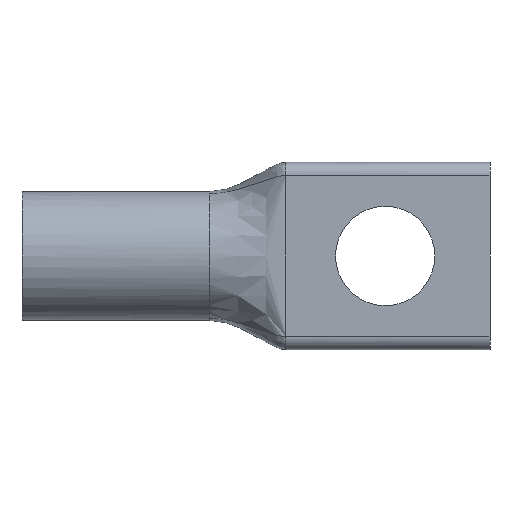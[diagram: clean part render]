
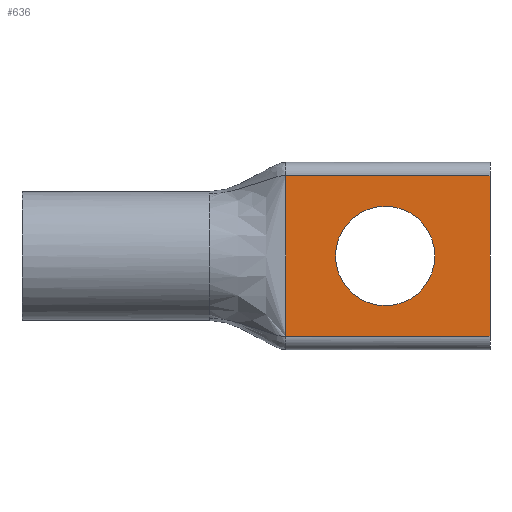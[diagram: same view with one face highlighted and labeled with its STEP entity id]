
A CAD part, front view. The second image highlights one B-rep face of the part: STEP entity #636.
In plain terms, the highlighted planar face has unit normal (0, -1, 0).
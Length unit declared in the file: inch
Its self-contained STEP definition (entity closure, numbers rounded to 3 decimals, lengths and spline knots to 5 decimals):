
#40 = ORIENTED_EDGE ( 'NONE', *, *, #896, .F. ) ;
#44 = AXIS2_PLACEMENT_3D ( 'NONE', #1532, #211, #793 ) ;
#69 = DIRECTION ( 'NONE',  ( 0., 0., -1. ) ) ;
#100 = CARTESIAN_POINT ( 'NONE',  ( 1.94, 0., 0. ) ) ;
#178 = CARTESIAN_POINT ( 'NONE',  ( 1.94, 0., 0.2655 ) ) ;
#211 = DIRECTION ( 'NONE',  ( 0., 1., 0. ) ) ;
#235 = CARTESIAN_POINT ( 'NONE',  ( 2.5, 0., 0. ) ) ;
#292 = LINE ( 'NONE', #1431, #787 ) ;
#334 = FACE_BOUND ( 'NONE', #1383, .T. ) ;
#369 = CARTESIAN_POINT ( 'NONE',  ( 1.94, 0., -0.2655 ) ) ;
#397 = AXIS2_PLACEMENT_3D ( 'NONE', #1471, #1783, #785 ) ;
#411 = ORIENTED_EDGE ( 'NONE', *, *, #1020, .T. ) ;
#464 = VERTEX_POINT ( 'NONE', #1157 ) ;
#488 = FACE_OUTER_BOUND ( 'NONE', #868, .T. ) ;
#490 = DIRECTION ( 'NONE',  ( 0., 1., 0. ) ) ;
#574 = AXIS2_PLACEMENT_3D ( 'NONE', #100, #490, #69 ) ;
#598 = VERTEX_POINT ( 'NONE', #1506 ) ;
#609 = CARTESIAN_POINT ( 'NONE',  ( 3.50975, 0., -0.43 ) ) ;
#618 = VERTEX_POINT ( 'NONE', #1214 ) ;
#636 = ADVANCED_FACE ( 'NONE', ( #488, #334 ), #910, .T. ) ;
#668 = ORIENTED_EDGE ( 'NONE', *, *, #1602, .F. ) ;
#699 = DIRECTION ( 'NONE',  ( 0., 0., 1. ) ) ;
#785 = DIRECTION ( 'NONE',  ( 0., 0., -1. ) ) ;
#787 = VECTOR ( 'NONE', #1742, 39.37008 ) ;
#793 = DIRECTION ( 'NONE',  ( 0., 0., -1. ) ) ;
#844 = EDGE_CURVE ( 'NONE', #464, #897, #1516, .T. ) ;
#859 = CIRCLE ( 'NONE', #44, 0.2655 ) ;
#861 = LINE ( 'NONE', #609, #1643 ) ;
#868 = EDGE_LOOP ( 'NONE', ( #668, #40, #1416, #996 ) ) ;
#896 = EDGE_CURVE ( 'NONE', #618, #598, #1674, .T. ) ;
#897 = VERTEX_POINT ( 'NONE', #1824 ) ;
#910 = PLANE ( 'NONE',  #397 ) ;
#939 = VERTEX_POINT ( 'NONE', #369 ) ;
#996 = ORIENTED_EDGE ( 'NONE', *, *, #844, .T. ) ;
#1020 = EDGE_CURVE ( 'NONE', #1644, #939, #859, .T. ) ;
#1110 = DIRECTION ( 'NONE',  ( 0., 0., 1. ) ) ;
#1157 = CARTESIAN_POINT ( 'NONE',  ( 2.5, 0., -0.43 ) ) ;
#1214 = CARTESIAN_POINT ( 'NONE',  ( 1.41, 0., -0.43 ) ) ;
#1253 = CARTESIAN_POINT ( 'NONE',  ( 1.41, 0., 0. ) ) ;
#1383 = EDGE_LOOP ( 'NONE', ( #1470, #411 ) ) ;
#1416 = ORIENTED_EDGE ( 'NONE', *, *, #1832, .T. ) ;
#1431 = CARTESIAN_POINT ( 'NONE',  ( 3.50975, 0., 0.43 ) ) ;
#1470 = ORIENTED_EDGE ( 'NONE', *, *, #1519, .T. ) ;
#1471 = CARTESIAN_POINT ( 'NONE',  ( 3.50975, 0., 0. ) ) ;
#1506 = CARTESIAN_POINT ( 'NONE',  ( 1.41, 0., 0.43 ) ) ;
#1516 = LINE ( 'NONE', #235, #1734 ) ;
#1519 = EDGE_CURVE ( 'NONE', #939, #1644, #1641, .T. ) ;
#1532 = CARTESIAN_POINT ( 'NONE',  ( 1.94, 0., 0. ) ) ;
#1592 = VECTOR ( 'NONE', #699, 39.37008 ) ;
#1602 = EDGE_CURVE ( 'NONE', #598, #897, #292, .T. ) ;
#1641 = CIRCLE ( 'NONE', #574, 0.2655 ) ;
#1643 = VECTOR ( 'NONE', #1722, 39.37008 ) ;
#1644 = VERTEX_POINT ( 'NONE', #178 ) ;
#1674 = LINE ( 'NONE', #1253, #1592 ) ;
#1722 = DIRECTION ( 'NONE',  ( 1., 0., 0. ) ) ;
#1734 = VECTOR ( 'NONE', #1110, 39.37008 ) ;
#1742 = DIRECTION ( 'NONE',  ( 1., 0., 0. ) ) ;
#1783 = DIRECTION ( 'NONE',  ( 0., -1., 0. ) ) ;
#1824 = CARTESIAN_POINT ( 'NONE',  ( 2.5, 0., 0.43 ) ) ;
#1832 = EDGE_CURVE ( 'NONE', #618, #464, #861, .T. ) ;
